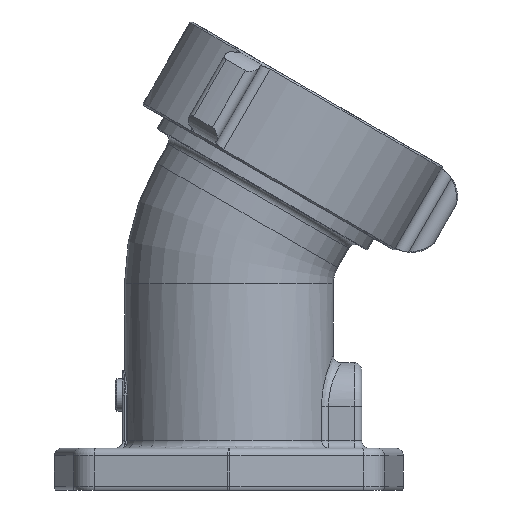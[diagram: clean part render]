
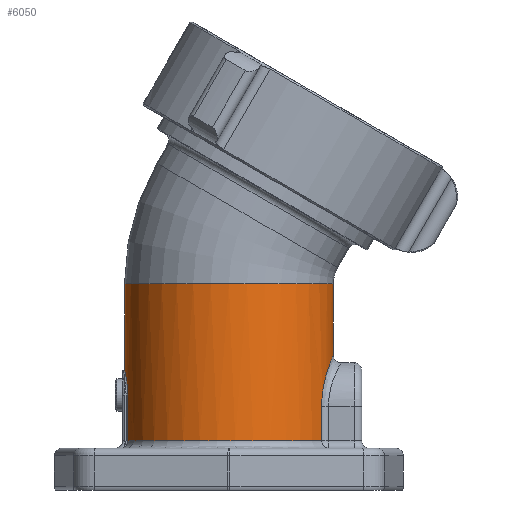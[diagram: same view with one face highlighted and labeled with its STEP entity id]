
A CAD part, left-side view. The second image highlights one B-rep face of the part: STEP entity #6050.
In plain terms, the highlighted cylindrical face has radius 43.656 mm (diameter 87.312 mm), a partial arc.
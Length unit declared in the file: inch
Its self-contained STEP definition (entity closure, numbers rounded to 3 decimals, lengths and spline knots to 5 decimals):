
#1128=CARTESIAN_POINT('',(0.,0.,0.875));
#1129=DIRECTION('',(0.,0.,1.));
#1130=DIRECTION('',(-0.25,0.968,0.));
#1131=AXIS2_PLACEMENT_3D('',#1128,#1129,#1130);
#1133=DIRECTION('',(0.,0.,1.));
#1134=VECTOR('',#1133,0.75);
#1135=CARTESIAN_POINT('',(-0.4295,1.66422,
0.875));
#1136=LINE('',#1135,#1134);
#1137=CARTESIAN_POINT('',(-0.4295,1.66422,
1.625));
#1138=CARTESIAN_POINT('',(-0.4295,1.66422,
1.63248));
#1139=CARTESIAN_POINT('',(-0.42912,1.66432,
1.64745));
#1140=CARTESIAN_POINT('',(-0.42741,1.66476,
1.67003));
#1141=CARTESIAN_POINT('',(-0.42454,1.6655,
1.6926));
#1142=CARTESIAN_POINT('',(-0.42049,1.66652,
1.71509));
#1143=CARTESIAN_POINT('',(-0.41527,1.66783,
1.73743));
#1144=CARTESIAN_POINT('',(-0.40888,1.66941,
1.75952));
#1145=CARTESIAN_POINT('',(-0.40134,1.67124,
1.78129));
#1146=CARTESIAN_POINT('',(-0.39267,1.6733,
1.80267));
#1147=CARTESIAN_POINT('',(-0.38288,1.67557,
1.82358));
#1148=CARTESIAN_POINT('',(-0.372,1.67802,
1.84396));
#1149=CARTESIAN_POINT('',(-0.36006,1.68063,
1.86376));
#1150=CARTESIAN_POINT('',(-0.34708,1.68336,
1.88291));
#1151=CARTESIAN_POINT('',(-0.33311,1.68618,
1.90135));
#1152=CARTESIAN_POINT('',(-0.31818,1.68907,
1.91901));
#1153=CARTESIAN_POINT('',(-0.30237,1.69197,
1.93583));
#1154=CARTESIAN_POINT('',(-0.28571,1.69487,
1.95175));
#1155=CARTESIAN_POINT('',(-0.26828,1.69771,
1.96671));
#1156=CARTESIAN_POINT('',(-0.25015,1.70048,
1.98069));
#1157=CARTESIAN_POINT('',(-0.23137,1.70314,
1.99362));
#1158=CARTESIAN_POINT('',(-0.21203,1.70566,
2.00549));
#1159=CARTESIAN_POINT('',(-0.19216,1.70801,
2.01626));
#1160=CARTESIAN_POINT('',(-0.17184,1.71018,
2.02594));
#1161=CARTESIAN_POINT('',(-0.15111,1.71214,
2.03451));
#1162=CARTESIAN_POINT('',(-0.13001,1.71387,
2.04194));
#1163=CARTESIAN_POINT('',(-0.10863,1.71536,
2.04823));
#1164=CARTESIAN_POINT('',(-0.08704,1.71659,
2.05337));
#1165=CARTESIAN_POINT('',(-0.06531,1.71755,
2.05736));
#1166=CARTESIAN_POINT('',(-0.0435,1.71825,
2.06019));
#1167=CARTESIAN_POINT('',(-0.0217,1.71866,
2.06187));
#1168=CARTESIAN_POINT('',(-0.00722,1.71875,
2.06225));
#1169=CARTESIAN_POINT('',(0.,1.71875,
2.06225));
#1171=DIRECTION('',(0.,0.,1.));
#1172=VECTOR('',#1171,1.39786);
#1173=CARTESIAN_POINT('',(0.,1.71875,
2.06225));
#1174=LINE('',#1173,#1172);
#1175=CARTESIAN_POINT('',(0.,-1.71875,
2.28125));
#1176=CARTESIAN_POINT('',(-0.0105,-1.71875,
2.28125));
#1177=CARTESIAN_POINT('',(-0.03157,-1.71856,
2.28079));
#1178=CARTESIAN_POINT('',(-0.06334,-1.71768,
2.27873));
#1179=CARTESIAN_POINT('',(-0.09523,-1.71621,
2.27528));
#1180=CARTESIAN_POINT('',(-0.12718,-1.71414,
2.27039));
#1181=CARTESIAN_POINT('',(-0.15913,-1.71147,
2.26405));
#1182=CARTESIAN_POINT('',(-0.19103,-1.7082,
2.25624));
#1183=CARTESIAN_POINT('',(-0.22283,-1.70434,
2.24694));
#1184=CARTESIAN_POINT('',(-0.25446,-1.69991,
2.23614));
#1185=CARTESIAN_POINT('',(-0.28586,-1.69491,
2.22382));
#1186=CARTESIAN_POINT('',(-0.317,-1.68936,
2.20997));
#1187=CARTESIAN_POINT('',(-0.34782,-1.68328,
2.19456));
#1188=CARTESIAN_POINT('',(-0.37828,-1.6767,
2.17757));
#1189=CARTESIAN_POINT('',(-0.40832,-1.66964,
2.15897));
#1190=CARTESIAN_POINT('',(-0.43784,-1.66214,
2.13878));
#1191=CARTESIAN_POINT('',(-0.46675,-1.65425,
2.11699));
#1192=CARTESIAN_POINT('',(-0.49494,-1.64603,
2.09363));
#1193=CARTESIAN_POINT('',(-0.52234,-1.63754,
2.06873));
#1194=CARTESIAN_POINT('',(-0.5488,-1.62886,
2.04235));
#1195=CARTESIAN_POINT('',(-0.5742,-1.62007,
2.01457));
#1196=CARTESIAN_POINT('',(-0.59844,-1.61127,
1.9855));
#1197=CARTESIAN_POINT('',(-0.62142,-1.60254,
1.95523));
#1198=CARTESIAN_POINT('',(-0.64308,-1.59396,
1.92384));
#1199=CARTESIAN_POINT('',(-0.66336,-1.58562,
1.89142));
#1200=CARTESIAN_POINT('',(-0.68221,-1.5776,
1.85804));
#1201=CARTESIAN_POINT('',(-0.69958,-1.56997,
1.8238));
#1202=CARTESIAN_POINT('',(-0.71536,-1.56283,
1.78895));
#1203=CARTESIAN_POINT('',(-0.72948,-1.55629,
1.75379));
#1204=CARTESIAN_POINT('',(-0.74188,-1.55041,
1.71862));
#1205=CARTESIAN_POINT('',(-0.75256,-1.54525,
1.68373));
#1206=CARTESIAN_POINT('',(-0.76168,-1.54077,
1.64899));
#1207=CARTESIAN_POINT('',(-0.76933,-1.53696,
1.61426));
#1208=CARTESIAN_POINT('',(-0.77558,-1.53381,
1.57938));
#1209=CARTESIAN_POINT('',(-0.78047,-1.53133,
1.54417));
#1210=CARTESIAN_POINT('',(-0.78396,-1.52954,
1.50871));
#1211=CARTESIAN_POINT('',(-0.78607,-1.52846,
1.47311));
#1212=CARTESIAN_POINT('',(-0.78655,-1.52822,
1.44938));
#1213=CARTESIAN_POINT('',(-0.78655,-1.52822,
1.4375));
#1215=DIRECTION('',(0.,0.,-1.));
#1216=VECTOR('',#1215,0.5625);
#1217=CARTESIAN_POINT('',(-0.78655,-1.52822,
1.4375));
#1218=LINE('',#1217,#1216);
#1401=DIRECTION('',(0.,0.,1.));
#1402=VECTOR('',#1401,1.17886);
#1403=CARTESIAN_POINT('',(0.,-1.71875,
2.28125));
#1404=LINE('',#1403,#1402);
#1405=CARTESIAN_POINT('',(0.,1.71875,
2.06225));
#1651=CARTESIAN_POINT('',(0.,0.,3.46011));
#1652=DIRECTION('',(0.,0.,1.));
#1653=DIRECTION('',(0.,1.,0.));
#1654=AXIS2_PLACEMENT_3D('',#1651,#1652,#1653);
#4256=CARTESIAN_POINT('',(0.,-1.71875,3.46011));
#4257=CARTESIAN_POINT('',(0.,1.71875,3.46011));
#4258=VERTEX_POINT('',#4256);
#4259=VERTEX_POINT('',#4257);
#4272=VERTEX_POINT('',#1175);
#4273=VERTEX_POINT('',#1213);
#4298=VERTEX_POINT('',#1405);
#4300=VERTEX_POINT('',#1137);
#4374=CARTESIAN_POINT('',(-0.78655,-1.52822,0.875));
#4375=VERTEX_POINT('',#4374);
#4376=CARTESIAN_POINT('',(-0.4295,1.66422,0.875));
#4377=VERTEX_POINT('',#4376);
#6028=CARTESIAN_POINT('',(0.,0.,0.));
#6029=DIRECTION('',(0.,0.,1.));
#6030=DIRECTION('',(0.,-1.,0.));
#6031=AXIS2_PLACEMENT_3D('',#6028,#6029,#6030);
#6032=CYLINDRICAL_SURFACE('',#6031,1.71875);
#6034=ORIENTED_EDGE('',*,*,#6033,.F.);
#6036=ORIENTED_EDGE('',*,*,#6035,.T.);
#6038=ORIENTED_EDGE('',*,*,#6037,.T.);
#6040=ORIENTED_EDGE('',*,*,#6039,.T.);
#6042=ORIENTED_EDGE('',*,*,#6041,.T.);
#6044=ORIENTED_EDGE('',*,*,#6043,.F.);
#6046=ORIENTED_EDGE('',*,*,#6045,.T.);
#6047=ORIENTED_EDGE('',*,*,#6019,.T.);
#6048=EDGE_LOOP('',(#6034,#6036,#6038,#6040,#6042,#6044,#6046,#6047));
#6049=FACE_OUTER_BOUND('',#6048,.F.);
#6050=ADVANCED_FACE('',(#6049),#6032,.T.);
#1132=CIRCLE('',#1131,1.71875);
#1170=B_SPLINE_CURVE_WITH_KNOTS('',3,(#1137,#1138,#1139,#1140,#1141,#1142,#1143,
#1144,#1145,#1146,#1147,#1148,#1149,#1150,#1151,#1152,#1153,#1154,#1155,#1156,
#1157,#1158,#1159,#1160,#1161,#1162,#1163,#1164,#1165,#1166,#1167,#1168,#1169),
.UNSPECIFIED.,.F.,.F.,(4,1,1,1,1,1,1,1,1,1,1,1,1,1,1,1,1,1,1,1,1,1,1,1,1,1,1,1,
1,1,4),(0.,0.03333,0.06667,0.1,0.13333,
0.16667,0.2,0.23333,0.26667,0.3,
0.33333,0.36667,0.4,0.43333,0.46667,
0.5,0.53333,0.56667,0.6,0.63333,
0.66667,0.7,0.73333,0.76667,0.8,
0.83333,0.86667,0.9,0.93333,0.96667,
1.),.UNSPECIFIED.);
#1214=B_SPLINE_CURVE_WITH_KNOTS('',3,(#1175,#1176,#1177,#1178,#1179,#1180,#1181,
#1182,#1183,#1184,#1185,#1186,#1187,#1188,#1189,#1190,#1191,#1192,#1193,#1194,
#1195,#1196,#1197,#1198,#1199,#1200,#1201,#1202,#1203,#1204,#1205,#1206,#1207,
#1208,#1209,#1210,#1211,#1212,#1213),.UNSPECIFIED.,.F.,.F.,(4,1,1,1,1,1,1,1,1,1,
1,1,1,1,1,1,1,1,1,1,1,1,1,1,1,1,1,1,1,1,1,1,1,1,1,1,4),(0.,0.02778,
0.05556,0.08333,0.11111,0.13889,
0.16667,0.19444,0.22222,0.25,0.27778,
0.30556,0.33333,0.36111,0.38889,
0.41667,0.44444,0.47222,0.5,0.52778,
0.55556,0.58333,0.61111,0.63889,
0.66667,0.69444,0.72222,0.75,0.77778,
0.80556,0.83333,0.86111,0.88889,
0.91667,0.94444,0.97222,1.),.UNSPECIFIED.);
#1655=CIRCLE('',#1654,1.71875);
#6019=EDGE_CURVE('',#4273,#4375,#1218,.T.);
#6033=EDGE_CURVE('',#4377,#4375,#1132,.T.);
#6035=EDGE_CURVE('',#4377,#4300,#1136,.T.);
#6037=EDGE_CURVE('',#4300,#4298,#1170,.T.);
#6039=EDGE_CURVE('',#4298,#4259,#1174,.T.);
#6041=EDGE_CURVE('',#4259,#4258,#1655,.T.);
#6043=EDGE_CURVE('',#4272,#4258,#1404,.T.);
#6045=EDGE_CURVE('',#4272,#4273,#1214,.T.);
